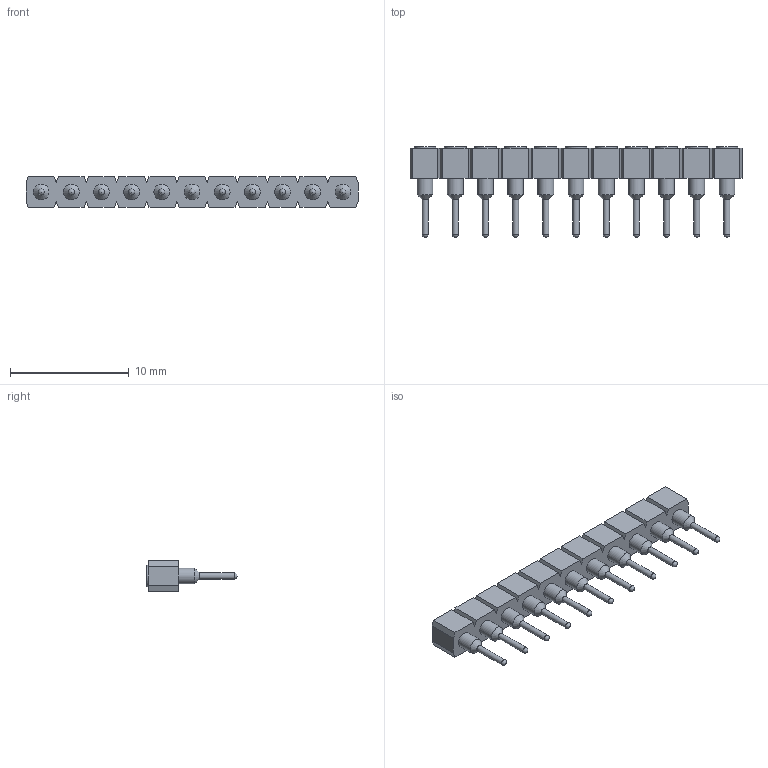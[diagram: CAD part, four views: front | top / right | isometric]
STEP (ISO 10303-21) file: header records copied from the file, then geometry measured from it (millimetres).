
FILE_DESCRIPTION(/* description */ ('STEP AP214'),/* implementation_level */ '2;1');
FILE_NAME(/* name */ 'SS-111-G-2',/* time_stamp */ '2022-10-29T14:24:43+02:00',/* author */ ('License CC BY-ND 4.0'),/* organization */ ('CADENAS'),/* preprocessor_version */ 'ST-DEVELOPER v18.102',/* originating_system */ 'PARTsolutions',/* authorisation */ ' ');
FILE_SCHEMA (('AUTOMOTIVE_DESIGN {1 0 10303 214 3 1 1}'));
Length unit declared in the file: inch
Products named in the file (3): SS-111-G-2; SC-1P1_pins; SS-111_socket
Assembly tree (12 placements, depth 2):
  SS-111-G-2
    SC-1P1_pins  x11
    SS-111_socket
Bounding box: 27.94 x 7.62 x 2.54 mm (x, y, z)
Volume: 172.8 mm3; surface area: 883.1 mm2
Topology: 12 solids, 12 shells, 279 faces, 600 edges, 389 vertices
Faces by surface type: plane 136, cylinder 88, cone 44, sphere 11
Full cylindrical faces by diameter (mm): 0.508 x11, 0.914 x11, 1.016 x11, 1.321 x33, 1.829 x22
Entity records: 3554 total; most frequent: CARTESIAN_POINT 591, DIRECTION 586, ORIENTED_EDGE 526, EDGE_CURVE 263, LINE 204, VECTOR 204, VERTEX_POINT 196, AXIS2_PLACEMENT_3D 191
